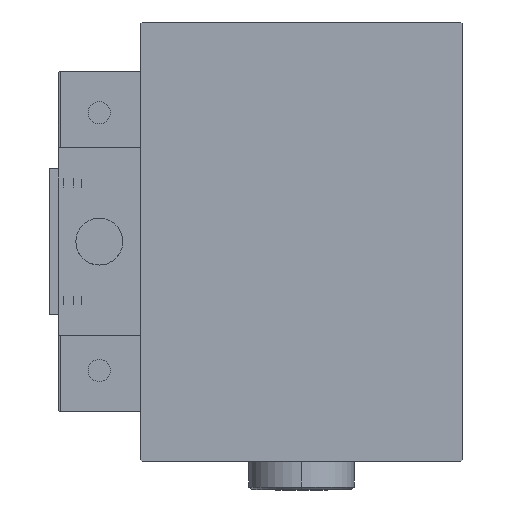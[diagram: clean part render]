
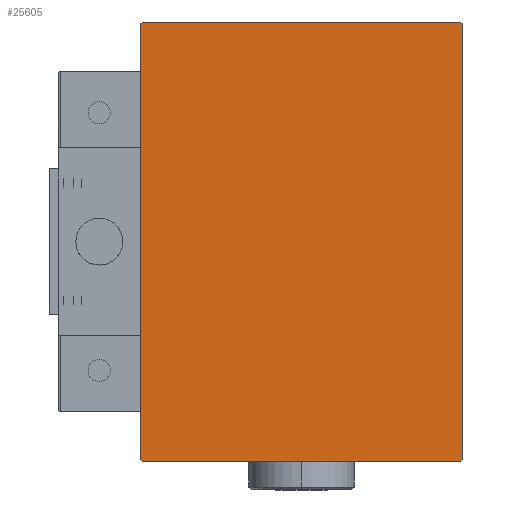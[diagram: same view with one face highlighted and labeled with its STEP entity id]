
A CAD part, left-side view. The second image highlights one B-rep face of the part: STEP entity #25605.
In plain terms, the highlighted face is planar.
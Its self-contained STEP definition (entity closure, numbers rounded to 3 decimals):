
#243 = VECTOR ( 'NONE', #8000, 1000. ) ;
#674 = VERTEX_POINT ( 'NONE', #4515 ) ;
#1486 = VECTOR ( 'NONE', #43554, 1000. ) ;
#3439 = ORIENTED_EDGE ( 'NONE', *, *, #11818, .T. ) ;
#4207 = CARTESIAN_POINT ( 'NONE',  ( 175., 0., 0. ) ) ;
#4515 = CARTESIAN_POINT ( 'NONE',  ( 175., -27.5, 37.2 ) ) ;
#4786 = CARTESIAN_POINT ( 'NONE',  ( 175., 32.35, -32.35 ) ) ;
#5695 = LINE ( 'NONE', #46891, #50171 ) ;
#6674 = ORIENTED_EDGE ( 'NONE', *, *, #35080, .T. ) ;
#7076 = ORIENTED_EDGE ( 'NONE', *, *, #19182, .T. ) ;
#7077 = VECTOR ( 'NONE', #37376, 1000. ) ;
#7674 = DIRECTION ( 'NONE',  ( 1., 0., 0. ) ) ;
#7760 = EDGE_CURVE ( 'NONE', #18959, #12553, #52372, .T. ) ;
#7947 = CARTESIAN_POINT ( 'NONE',  ( 175., -32.35, -32.35 ) ) ;
#8000 = DIRECTION ( 'NONE',  ( 0., 0.707, 0.707 ) ) ;
#8376 = AXIS2_PLACEMENT_3D ( 'NONE', #4207, #7674, #52368 ) ;
#9019 = LINE ( 'NONE', #24828, #7077 ) ;
#10065 = ORIENTED_EDGE ( 'NONE', *, *, #21185, .T. ) ;
#11506 = CARTESIAN_POINT ( 'NONE',  ( 175., 27.5, -37.2 ) ) ;
#11818 = EDGE_CURVE ( 'NONE', #41890, #50107, #9019, .T. ) ;
#12223 = CARTESIAN_POINT ( 'NONE',  ( 175., -27.2, -37.5 ) ) ;
#12288 = EDGE_CURVE ( 'NONE', #29174, #44760, #32346, .T. ) ;
#12553 = VERTEX_POINT ( 'NONE', #12223 ) ;
#13313 = CARTESIAN_POINT ( 'NONE',  ( 175., -27.5, -37.2 ) ) ;
#14301 = VECTOR ( 'NONE', #14861, 1000. ) ;
#14861 = DIRECTION ( 'NONE',  ( 0., 0., -1. ) ) ;
#15415 = DIRECTION ( 'NONE',  ( 0., -1., 0. ) ) ;
#18959 = VERTEX_POINT ( 'NONE', #13313 ) ;
#19182 = EDGE_CURVE ( 'NONE', #50107, #40592, #31219, .T. ) ;
#19752 = DIRECTION ( 'NONE',  ( 0., -0.707, -0.707 ) ) ;
#21008 = VECTOR ( 'NONE', #15415, 1000. ) ;
#21185 = EDGE_CURVE ( 'NONE', #12553, #29174, #5695, .T. ) ;
#21975 = CARTESIAN_POINT ( 'NONE',  ( 175., 27.2, 37.5 ) ) ;
#22035 = EDGE_CURVE ( 'NONE', #44760, #41890, #34980, .T. ) ;
#22500 = ORIENTED_EDGE ( 'NONE', *, *, #23001, .T. ) ;
#23001 = EDGE_CURVE ( 'NONE', #674, #18959, #27178, .T. ) ;
#24828 = CARTESIAN_POINT ( 'NONE',  ( 175., 32.35, 32.35 ) ) ;
#25605 = ADVANCED_FACE ( 'NONE', ( #48352 ), #28018, .T. ) ;
#26710 = CARTESIAN_POINT ( 'NONE',  ( 175., 27.5, -37.5 ) ) ;
#27178 = LINE ( 'NONE', #34680, #14301 ) ;
#27238 = DIRECTION ( 'NONE',  ( 0., 0.707, -0.707 ) ) ;
#27783 = CARTESIAN_POINT ( 'NONE',  ( 175., -32.35, 32.35 ) ) ;
#28018 = PLANE ( 'NONE',  #8376 ) ;
#29174 = VERTEX_POINT ( 'NONE', #30398 ) ;
#29525 = CARTESIAN_POINT ( 'NONE',  ( 175., -27.2, 37.5 ) ) ;
#30398 = CARTESIAN_POINT ( 'NONE',  ( 175., 27.2, -37.5 ) ) ;
#30844 = VECTOR ( 'NONE', #27238, 1000. ) ;
#31219 = LINE ( 'NONE', #35752, #21008 ) ;
#32346 = LINE ( 'NONE', #4786, #243 ) ;
#33133 = ORIENTED_EDGE ( 'NONE', *, *, #12288, .T. ) ;
#33793 = DIRECTION ( 'NONE',  ( 0., 1., 0. ) ) ;
#33968 = ORIENTED_EDGE ( 'NONE', *, *, #22035, .T. ) ;
#34680 = CARTESIAN_POINT ( 'NONE',  ( 175., -27.5, 37.5 ) ) ;
#34980 = LINE ( 'NONE', #26710, #1486 ) ;
#35080 = EDGE_CURVE ( 'NONE', #40592, #674, #51864, .T. ) ;
#35752 = CARTESIAN_POINT ( 'NONE',  ( 175., 27.5, 37.5 ) ) ;
#37109 = ORIENTED_EDGE ( 'NONE', *, *, #7760, .T. ) ;
#37376 = DIRECTION ( 'NONE',  ( 0., -0.707, 0.707 ) ) ;
#40592 = VERTEX_POINT ( 'NONE', #29525 ) ;
#41257 = EDGE_LOOP ( 'NONE', ( #10065, #33133, #33968, #3439, #7076, #6674, #22500, #37109 ) ) ;
#41890 = VERTEX_POINT ( 'NONE', #50329 ) ;
#42780 = VECTOR ( 'NONE', #19752, 1000. ) ;
#43554 = DIRECTION ( 'NONE',  ( 0., 0., 1. ) ) ;
#44760 = VERTEX_POINT ( 'NONE', #11506 ) ;
#46891 = CARTESIAN_POINT ( 'NONE',  ( 175., -27.5, -37.5 ) ) ;
#48352 = FACE_OUTER_BOUND ( 'NONE', #41257, .T. ) ;
#50107 = VERTEX_POINT ( 'NONE', #21975 ) ;
#50171 = VECTOR ( 'NONE', #33793, 1000. ) ;
#50329 = CARTESIAN_POINT ( 'NONE',  ( 175., 27.5, 37.2 ) ) ;
#51864 = LINE ( 'NONE', #27783, #42780 ) ;
#52368 = DIRECTION ( 'NONE',  ( 0., 0., -1. ) ) ;
#52372 = LINE ( 'NONE', #7947, #30844 ) ;
